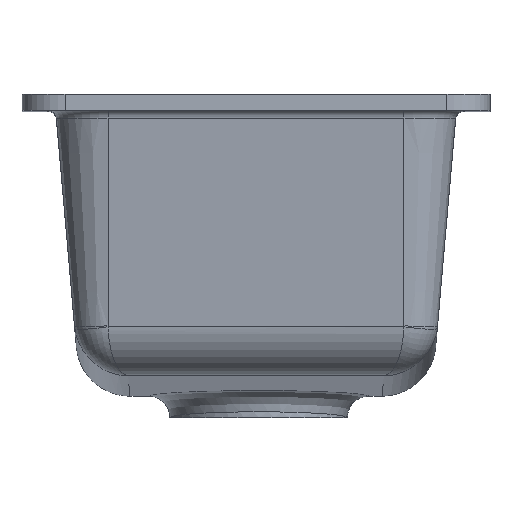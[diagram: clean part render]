
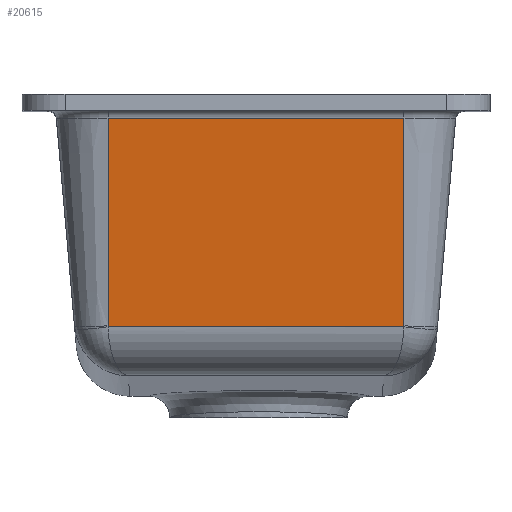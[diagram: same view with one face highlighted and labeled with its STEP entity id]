
A CAD part, top view. The second image highlights one B-rep face of the part: STEP entity #20615.
In plain terms, the highlighted planar face has unit normal (0, -0.087, 0.996).
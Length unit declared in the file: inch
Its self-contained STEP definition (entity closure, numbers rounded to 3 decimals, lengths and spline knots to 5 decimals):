
#1216 = DIRECTION ( 'NONE',  ( 0., -0.087, 0.996 ) ) ;
#2792 = VECTOR ( 'NONE', #16167, 39.37008 ) ;
#2889 = CARTESIAN_POINT ( 'NONE',  ( -3.43681, -5.40353, 7.58975 ) ) ;
#3513 = DIRECTION ( 'NONE',  ( -1., 0., 0. ) ) ;
#3619 = CARTESIAN_POINT ( 'NONE',  ( 3.4375, -5.40353, 7.58975 ) ) ;
#3758 = VERTEX_POINT ( 'NONE', #7797 ) ;
#6080 = EDGE_CURVE ( 'NONE', #15341, #7487, #15803, .T. ) ;
#6126 = ORIENTED_EDGE ( 'NONE', *, *, #21189, .T. ) ;
#6284 = EDGE_CURVE ( 'NONE', #3758, #10187, #21083, .T. ) ;
#6501 = ORIENTED_EDGE ( 'NONE', *, *, #9275, .T. ) ;
#6677 = CARTESIAN_POINT ( 'NONE',  ( 3.4375, -0.55757, 8.01372 ) ) ;
#6705 = ORIENTED_EDGE ( 'NONE', *, *, #6080, .T. ) ;
#6887 = VECTOR ( 'NONE', #3513, 39.37008 ) ;
#7487 = VERTEX_POINT ( 'NONE', #9266 ) ;
#7797 = CARTESIAN_POINT ( 'NONE',  ( 3.4375, -5.37901, 7.5919 ) ) ;
#8494 = B_SPLINE_CURVE_WITH_KNOTS ( 'NONE', 3,
 ( #14311, #19553, #14637, #13002 ),
 .UNSPECIFIED., .F., .F.,
 ( 4, 4 ),
 ( 0., 1. ),
 .UNSPECIFIED. ) ;
#9170 = CARTESIAN_POINT ( 'NONE',  ( -3.4375, 0., 8.0625 ) ) ;
#9207 = EDGE_CURVE ( 'NONE', #15341, #19477, #19441, .T. ) ;
#9266 = CARTESIAN_POINT ( 'NONE',  ( -3.43681, -5.40353, 7.58975 ) ) ;
#9275 = EDGE_CURVE ( 'NONE', #19766, #3758, #8494, .T. ) ;
#9279 = FACE_OUTER_BOUND ( 'NONE', #16733, .T. ) ;
#9494 = DIRECTION ( 'NONE',  ( 0., -0.996, -0.087 ) ) ;
#9514 = CARTESIAN_POINT ( 'NONE',  ( -3.4375, 0., 8.0625 ) ) ;
#9615 = DIRECTION ( 'NONE',  ( 0., 0.996, 0.087 ) ) ;
#9944 = CARTESIAN_POINT ( 'NONE',  ( -3.4375, -0.55757, 8.01372 ) ) ;
#10187 = VERTEX_POINT ( 'NONE', #6677 ) ;
#11055 = VECTOR ( 'NONE', #19769, 39.37008 ) ;
#11169 = CARTESIAN_POINT ( 'NONE',  ( -3.43727, -5.39547, 7.59046 ) ) ;
#12572 = CARTESIAN_POINT ( 'NONE',  ( -3.4375, -0.55757, 8.01372 ) ) ;
#13002 = CARTESIAN_POINT ( 'NONE',  ( 3.4375, -5.37901, 7.5919 ) ) ;
#13024 = CARTESIAN_POINT ( 'NONE',  ( -3.4375, -5.37901, 7.5919 ) ) ;
#13114 = LINE ( 'NONE', #3619, #11055 ) ;
#14289 = PLANE ( 'NONE',  #20832 ) ;
#14311 = CARTESIAN_POINT ( 'NONE',  ( 3.43681, -5.40353, 7.58975 ) ) ;
#14520 = CARTESIAN_POINT ( 'NONE',  ( 3.4375, 0., 8.0625 ) ) ;
#14637 = CARTESIAN_POINT ( 'NONE',  ( 3.4375, -5.3873, 7.59117 ) ) ;
#15341 = VERTEX_POINT ( 'NONE', #21402 ) ;
#15803 = B_SPLINE_CURVE_WITH_KNOTS ( 'NONE', 3,
 ( #13024, #17498, #11169, #2889 ),
 .UNSPECIFIED., .F., .F.,
 ( 4, 4 ),
 ( 0., 1. ),
 .UNSPECIFIED. ) ;
#15987 = ORIENTED_EDGE ( 'NONE', *, *, #20137, .T. ) ;
#16167 = DIRECTION ( 'NONE',  ( 0., 0.996, 0.087 ) ) ;
#16733 = EDGE_LOOP ( 'NONE', ( #18022, #6126, #17118, #6705, #15987, #6501 ) ) ;
#17118 = ORIENTED_EDGE ( 'NONE', *, *, #9207, .F. ) ;
#17498 = CARTESIAN_POINT ( 'NONE',  ( -3.4375, -5.3873, 7.59117 ) ) ;
#17797 = CARTESIAN_POINT ( 'NONE',  ( 3.43681, -5.40353, 7.58975 ) ) ;
#18022 = ORIENTED_EDGE ( 'NONE', *, *, #6284, .T. ) ;
#18053 = VECTOR ( 'NONE', #9615, 39.37008 ) ;
#18441 = LINE ( 'NONE', #9944, #6887 ) ;
#19441 = LINE ( 'NONE', #9514, #2792 ) ;
#19477 = VERTEX_POINT ( 'NONE', #12572 ) ;
#19553 = CARTESIAN_POINT ( 'NONE',  ( 3.43727, -5.39547, 7.59046 ) ) ;
#19766 = VERTEX_POINT ( 'NONE', #17797 ) ;
#19769 = DIRECTION ( 'NONE',  ( 1., 0., 0. ) ) ;
#20137 = EDGE_CURVE ( 'NONE', #7487, #19766, #13114, .T. ) ;
#20615 = ADVANCED_FACE ( 'NONE', ( #9279 ), #14289, .T. ) ;
#20832 = AXIS2_PLACEMENT_3D ( 'NONE', #9170, #1216, #9494 ) ;
#21083 = LINE ( 'NONE', #14520, #18053 ) ;
#21189 = EDGE_CURVE ( 'NONE', #10187, #19477, #18441, .T. ) ;
#21402 = CARTESIAN_POINT ( 'NONE',  ( -3.4375, -5.37901, 7.5919 ) ) ;
